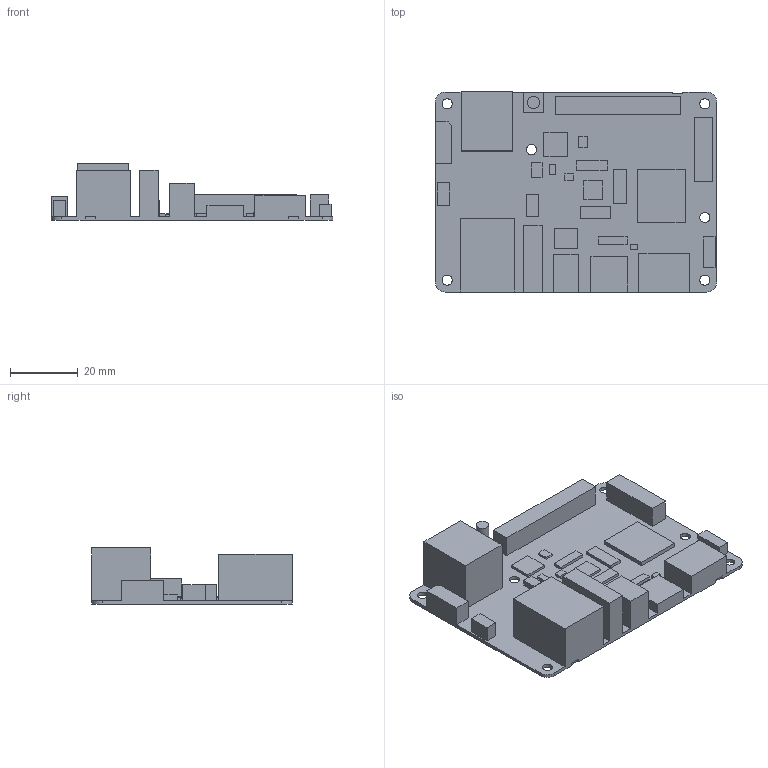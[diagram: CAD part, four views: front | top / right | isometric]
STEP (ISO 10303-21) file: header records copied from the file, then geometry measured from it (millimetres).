
FILE_DESCRIPTION(/* description */ (''),/* implementation_level */ '2;1');
FILE_NAME(/* name */ 'Platine.stp',/* time_stamp */ '2015-09-03T16:02:29+02:00',/* author */ ('Christian'),/* organization */ (''),/* preprocessor_version */ 'ST-DEVELOPER v16.1',/* originating_system */ 'Autodesk Inventor 2016',/* authorisation */ '');
FILE_SCHEMA (('AUTOMOTIVE_DESIGN { 1 0 10303 214 3 1 1 }'));
Length unit declared in the file: millimetre
Products named in the file (1): Platine
Bounding box: 83 x 59 x 16.57 mm (x, y, z)
Volume: 20818.8 mm3; surface area: 15423.7 mm2
Topology: 1 solids, 1 shells, 158 faces, 408 edges, 272 vertices
Faces by surface type: plane 147, cylinder 11
Full cylindrical faces by diameter (mm): 3 x6, 3.627 x1
Entity records: 4762 total; most frequent: CARTESIAN_POINT 832, ORIENTED_EDGE 802, DIRECTION 741, EDGE_CURVE 401, LINE 379, VECTOR 379, VERTEX_POINT 272, EDGE_LOOP 197
